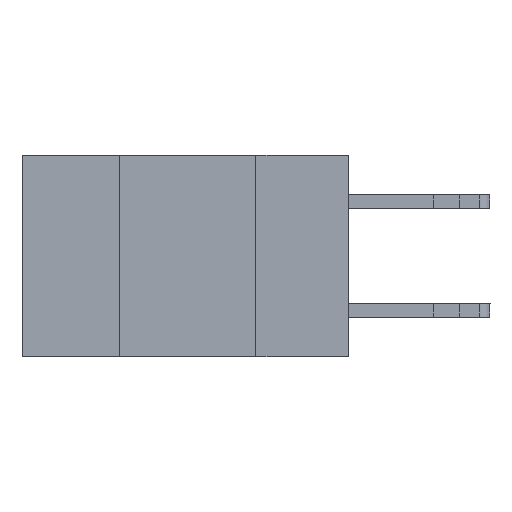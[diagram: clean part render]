
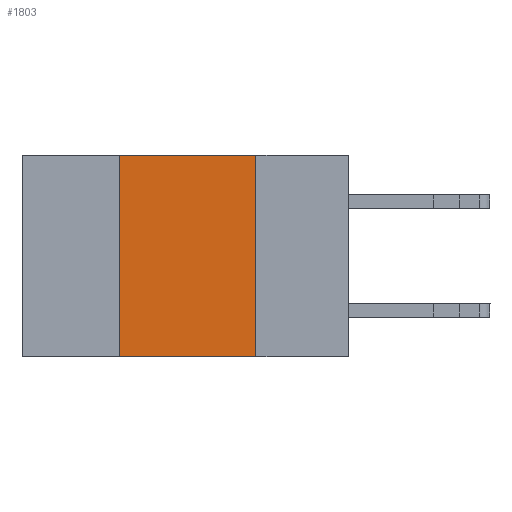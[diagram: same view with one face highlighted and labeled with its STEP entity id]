
A CAD part, left-side view. The second image highlights one B-rep face of the part: STEP entity #1803.
In plain terms, the highlighted planar face has unit normal (-1, 0, 0).
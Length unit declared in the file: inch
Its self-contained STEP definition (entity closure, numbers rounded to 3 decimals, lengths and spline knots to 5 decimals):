
#248 = CARTESIAN_POINT ( 'NONE',  ( 0., 0.17, -0.37 ) ) ;
#425 = DIRECTION ( 'NONE',  ( 0., 0., -1. ) ) ;
#962 = ORIENTED_EDGE ( 'NONE', *, *, #4734, .F. ) ;
#1109 = EDGE_CURVE ( 'NONE', #3145, #12036, #3125, .T. ) ;
#1314 = CARTESIAN_POINT ( 'NONE',  ( 0., 0.42, -0.37 ) ) ;
#1693 = CARTESIAN_POINT ( 'NONE',  ( 0., 0.42, 0. ) ) ;
#1803 = ADVANCED_FACE ( 'NONE', ( #3265 ), #8971, .F. ) ;
#3125 = LINE ( 'NONE', #7661, #11103 ) ;
#3145 = VERTEX_POINT ( 'NONE', #1314 ) ;
#3234 = VECTOR ( 'NONE', #8900, 39.37008 ) ;
#3265 = FACE_OUTER_BOUND ( 'NONE', #5758, .T. ) ;
#3507 = VECTOR ( 'NONE', #425, 39.37008 ) ;
#3579 = ORIENTED_EDGE ( 'NONE', *, *, #5184, .T. ) ;
#4569 = DIRECTION ( 'NONE',  ( 1., 0., 0. ) ) ;
#4734 = EDGE_CURVE ( 'NONE', #12036, #9584, #6030, .T. ) ;
#5184 = EDGE_CURVE ( 'NONE', #3145, #11144, #11189, .T. ) ;
#5648 = CARTESIAN_POINT ( 'NONE',  ( 0., 0.6, 0. ) ) ;
#5758 = EDGE_LOOP ( 'NONE', ( #10860, #962, #7505, #3579 ) ) ;
#6030 = LINE ( 'NONE', #9303, #3234 ) ;
#6038 = DIRECTION ( 'NONE',  ( 0., 0., 1. ) ) ;
#6487 = EDGE_CURVE ( 'NONE', #9584, #11144, #11470, .T. ) ;
#6571 = DIRECTION ( 'NONE',  ( 0., -1., 0. ) ) ;
#7409 = DIRECTION ( 'NONE',  ( 0., 0., -1. ) ) ;
#7505 = ORIENTED_EDGE ( 'NONE', *, *, #1109, .F. ) ;
#7661 = CARTESIAN_POINT ( 'NONE',  ( 0., 0.42, -0.37 ) ) ;
#8767 = CARTESIAN_POINT ( 'NONE',  ( 0., 0.17, -0.37 ) ) ;
#8784 = VECTOR ( 'NONE', #6571, 39.37008 ) ;
#8900 = DIRECTION ( 'NONE',  ( 0., -1., 0. ) ) ;
#8971 = PLANE ( 'NONE',  #11585 ) ;
#9303 = CARTESIAN_POINT ( 'NONE',  ( 0., 0.6, 0. ) ) ;
#9584 = VERTEX_POINT ( 'NONE', #10391 ) ;
#10391 = CARTESIAN_POINT ( 'NONE',  ( 0., 0.17, 0. ) ) ;
#10860 = ORIENTED_EDGE ( 'NONE', *, *, #6487, .F. ) ;
#11103 = VECTOR ( 'NONE', #6038, 39.37008 ) ;
#11144 = VERTEX_POINT ( 'NONE', #248 ) ;
#11189 = LINE ( 'NONE', #12728, #8784 ) ;
#11470 = LINE ( 'NONE', #8767, #3507 ) ;
#11585 = AXIS2_PLACEMENT_3D ( 'NONE', #5648, #4569, #7409 ) ;
#12036 = VERTEX_POINT ( 'NONE', #1693 ) ;
#12728 = CARTESIAN_POINT ( 'NONE',  ( 0., 0.6, -0.37 ) ) ;
